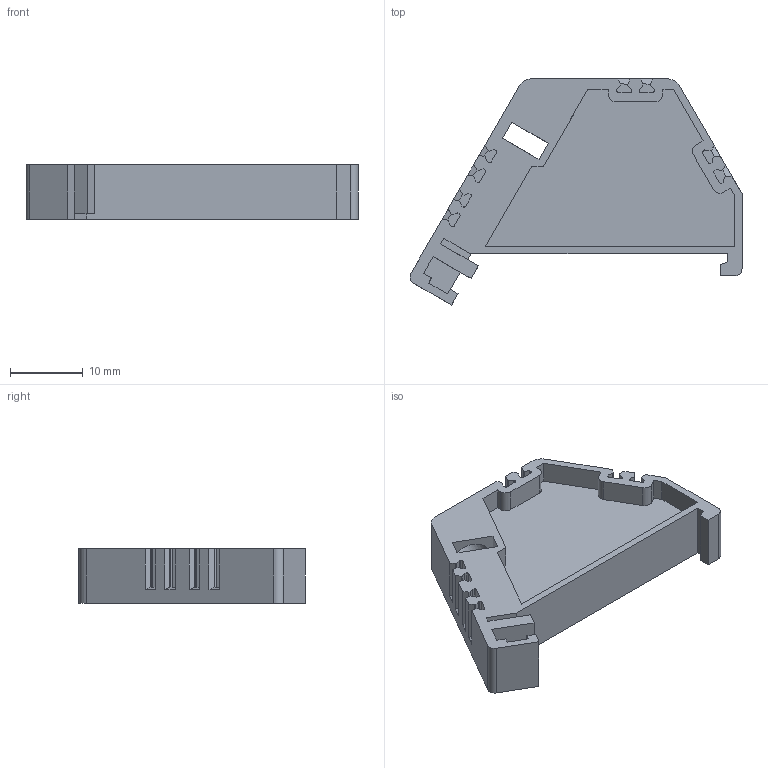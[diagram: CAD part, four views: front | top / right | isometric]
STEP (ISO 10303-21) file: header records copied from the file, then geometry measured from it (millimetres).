
FILE_DESCRIPTION((''),'2;1');
FILE_NAME('ES35GH_STEP','2008-09-18T',('Stollb'),(''),'PRO/ENGINEER BY PARAMETRIC TECHNOLOGY CORPORATION, 2007390','PRO/ENGINEER BY PARAMETRIC TECHNOLOGY CORPORATION, 2007390','');
FILE_SCHEMA(('CONFIG_CONTROL_DESIGN'));
Length unit declared in the file: millimetre
Products named in the file (1): ES35GH_STEP
Bounding box: 45.53 x 31.02 x 7.5 mm (x, y, z)
Volume: 2771 mm3; surface area: 4037.9 mm2
Topology: 1 solids, 1 shells, 202 faces, 576 edges, 376 vertices
Faces by surface type: plane 161, cylinder 41
Entity records: 6555 total; most frequent: CARTESIAN_POINT 1179, ORIENTED_EDGE 1152, DIRECTION 1056, EDGE_CURVE 576, VECTOR 492, LINE 492, VERTEX_POINT 376, AXIS2_PLACEMENT_3D 282
